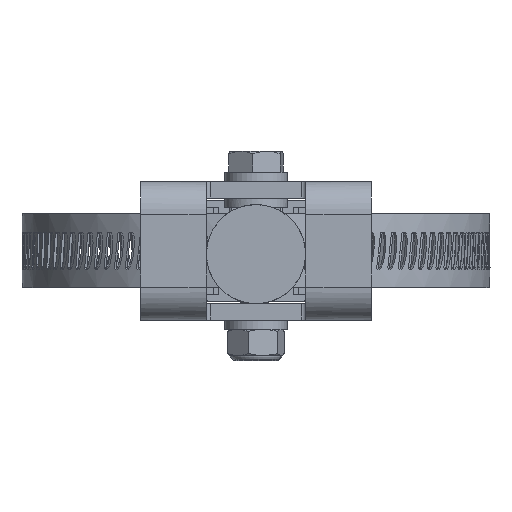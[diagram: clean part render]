
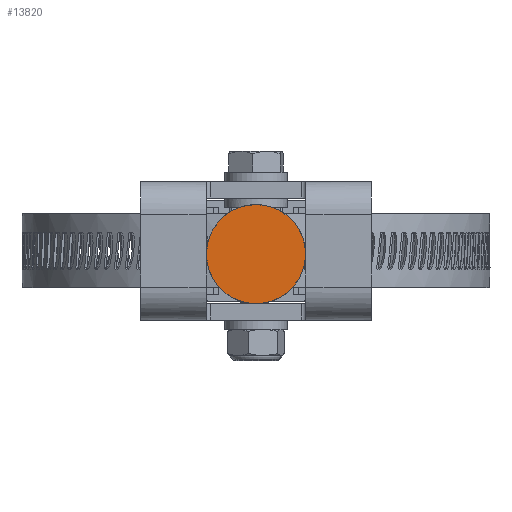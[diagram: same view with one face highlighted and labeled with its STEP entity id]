
A CAD part, front view. The second image highlights one B-rep face of the part: STEP entity #13820.
In plain terms, the highlighted planar face has unit normal (0, -1, 0).
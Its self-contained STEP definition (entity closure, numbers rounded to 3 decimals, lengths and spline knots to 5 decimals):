
#2951=PLANE('',#14620);
#3910=FACE_OUTER_BOUND('',#4822,.T.);
#4822=EDGE_LOOP('',(#12370));
#5383=CIRCLE('',#14621,0.375);
#6645=VERTEX_POINT('',#46960);
#8611=EDGE_CURVE('',#6645,#6645,#5383,.T.);
#12370=ORIENTED_EDGE('',*,*,#8611,.T.);
#13820=ADVANCED_FACE('',(#3910),#2951,.T.);
#14620=AXIS2_PLACEMENT_3D('',#46959,#16839,#16840);
#14621=AXIS2_PLACEMENT_3D('',#46961,#16841,#16842);
#16839=DIRECTION('center_axis',(0.,-1.,0.));
#16840=DIRECTION('ref_axis',(0.935,0.,-0.355));
#16841=DIRECTION('center_axis',(0.,-1.,0.));
#16842=DIRECTION('ref_axis',(0.355,0.,0.935));
#46959=CARTESIAN_POINT('Origin',(0.,-9.57419,
0.));
#46960=CARTESIAN_POINT('',(0.35055,-9.57419,-0.1332));
#46961=CARTESIAN_POINT('Origin',(0.,-9.57419,
0.));
